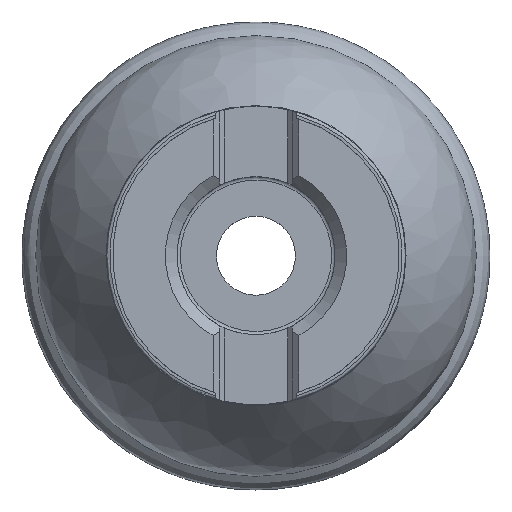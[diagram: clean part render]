
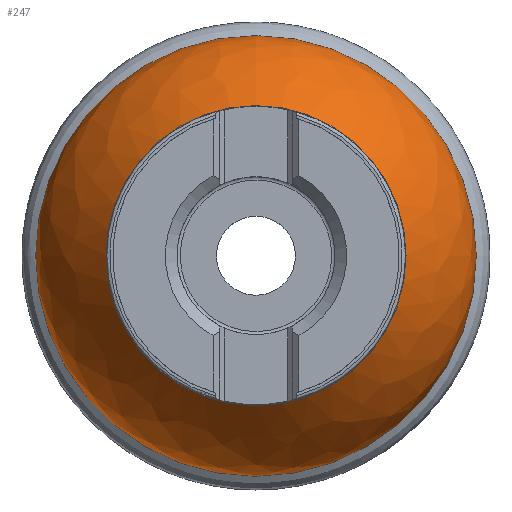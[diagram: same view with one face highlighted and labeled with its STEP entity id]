
A CAD part, top view. The second image highlights one B-rep face of the part: STEP entity #247.
In plain terms, the highlighted face is a revolution surface.
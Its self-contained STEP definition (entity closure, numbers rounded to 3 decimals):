
#194=SURFACE_OF_REVOLUTION('',#196,#195);
#195=AXIS1_PLACEMENT('',#1460,#1190);
#196=B_SPLINE_CURVE_WITH_KNOTS('',3,(#1456,#1457,#1458,#1459),
 .UNSPECIFIED.,.F.,.F.,(4,4),(0.,1.),.UNSPECIFIED.);
#247=ADVANCED_FACE('CN_SU3',(#330,#331),#194,.F.);
#330=FACE_BOUND('',#381,.T.);
#331=FACE_BOUND('',#382,.T.);
#381=EDGE_LOOP('',(#455));
#382=EDGE_LOOP('',(#456));
#455=ORIENTED_EDGE('',*,*,#709,.T.);
#456=ORIENTED_EDGE('',*,*,#710,.F.);
#636=VERTEX_POINT('',#1449);
#637=VERTEX_POINT('',#1455);
#709=EDGE_CURVE('',#636,#636,#805,.T.);
#710=EDGE_CURVE('',#637,#637,#806,.T.);
#805=CIRCLE('',#1020,37.662);
#806=CIRCLE('',#1025,25.653);
#1020=AXIS2_PLACEMENT_3D('',#1448,#1178,#1179);
#1025=AXIS2_PLACEMENT_3D('',#1454,#1188,#1189);
#1178=DIRECTION('',(0.,0.,1.));
#1179=DIRECTION('',(0.,1.,0.));
#1188=DIRECTION('',(0.,0.,1.));
#1189=DIRECTION('',(0.,1.,0.));
#1190=DIRECTION('',(0.,0.,1.));
#1448=CARTESIAN_POINT('',(0.,0.,-38.));
#1449=CARTESIAN_POINT('',(0.,37.662,-38.));
#1454=CARTESIAN_POINT('',(0.,0.,-15.47));
#1455=CARTESIAN_POINT('',(0.,25.653,-15.47));
#1456=CARTESIAN_POINT('',(-25.653,0.,-15.47));
#1457=CARTESIAN_POINT('',(-30.967,0.,-22.785));
#1458=CARTESIAN_POINT('',(-37.662,0.,-29.449));
#1459=CARTESIAN_POINT('',(-37.662,0.,-38.));
#1460=CARTESIAN_POINT('',(0.,0.,1.));
